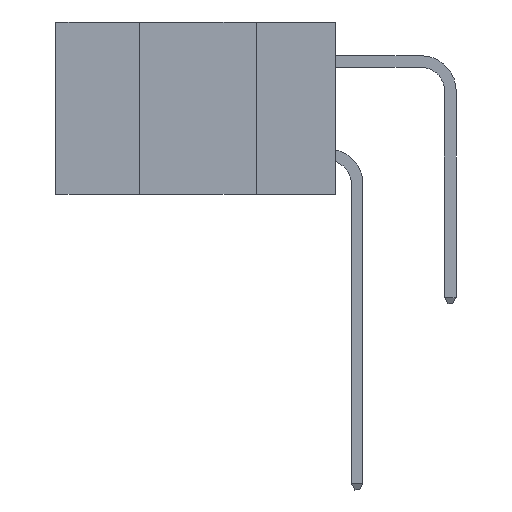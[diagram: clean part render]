
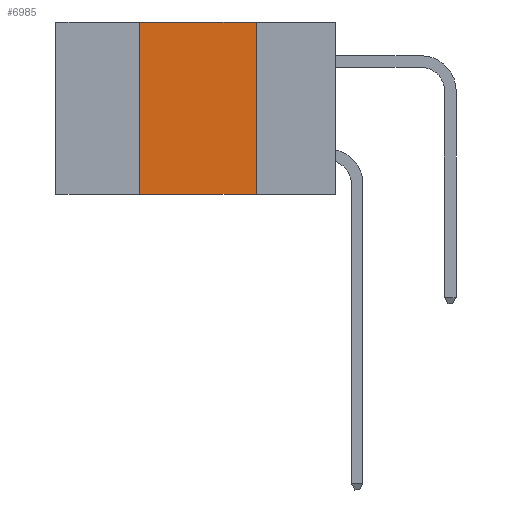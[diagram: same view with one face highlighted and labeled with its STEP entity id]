
A CAD part, left-side view. The second image highlights one B-rep face of the part: STEP entity #6985.
In plain terms, the highlighted planar face has unit normal (-1, 0, 0).
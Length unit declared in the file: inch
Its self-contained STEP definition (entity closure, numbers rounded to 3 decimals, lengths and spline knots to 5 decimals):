
#51 = VERTEX_POINT ( 'NONE', #4800 ) ;
#1328 = EDGE_CURVE ( 'NONE', #7654, #51, #9182, .T. ) ;
#1531 = CARTESIAN_POINT ( 'NONE',  ( 0., 0.6, -0.37 ) ) ;
#2560 = DIRECTION ( 'NONE',  ( 1., 0., 0. ) ) ;
#3813 = VECTOR ( 'NONE', #9605, 39.37008 ) ;
#3952 = ORIENTED_EDGE ( 'NONE', *, *, #12267, .T. ) ;
#4019 = ORIENTED_EDGE ( 'NONE', *, *, #1328, .F. ) ;
#4660 = LINE ( 'NONE', #9206, #7561 ) ;
#4800 = CARTESIAN_POINT ( 'NONE',  ( 0., 0.42, 0. ) ) ;
#4897 = VERTEX_POINT ( 'NONE', #11706 ) ;
#5317 = ORIENTED_EDGE ( 'NONE', *, *, #5956, .F. ) ;
#5956 = EDGE_CURVE ( 'NONE', #4897, #13461, #4660, .T. ) ;
#5963 = ORIENTED_EDGE ( 'NONE', *, *, #11442, .F. ) ;
#6104 = CARTESIAN_POINT ( 'NONE',  ( 0., 0.17, -0.37 ) ) ;
#6352 = VECTOR ( 'NONE', #9184, 39.37008 ) ;
#6985 = ADVANCED_FACE ( 'NONE', ( #9267 ), #7525, .F. ) ;
#7525 = PLANE ( 'NONE',  #8728 ) ;
#7561 = VECTOR ( 'NONE', #11750, 39.37008 ) ;
#7654 = VERTEX_POINT ( 'NONE', #10030 ) ;
#8537 = CARTESIAN_POINT ( 'NONE',  ( 0., 0.6, 0. ) ) ;
#8728 = AXIS2_PLACEMENT_3D ( 'NONE', #8537, #2560, #11013 ) ;
#8857 = CARTESIAN_POINT ( 'NONE',  ( 0., 0.6, 0. ) ) ;
#9182 = LINE ( 'NONE', #10040, #3813 ) ;
#9184 = DIRECTION ( 'NONE',  ( 0., -1., 0. ) ) ;
#9206 = CARTESIAN_POINT ( 'NONE',  ( 0., 0.17, 0. ) ) ;
#9267 = FACE_OUTER_BOUND ( 'NONE', #13675, .T. ) ;
#9605 = DIRECTION ( 'NONE',  ( 0., 0., 1. ) ) ;
#10030 = CARTESIAN_POINT ( 'NONE',  ( 0., 0.42, -0.37 ) ) ;
#10040 = CARTESIAN_POINT ( 'NONE',  ( 0., 0.42, 0. ) ) ;
#11013 = DIRECTION ( 'NONE',  ( 0., 0., -1. ) ) ;
#11069 = LINE ( 'NONE', #1531, #6352 ) ;
#11095 = LINE ( 'NONE', #8857, #13794 ) ;
#11442 = EDGE_CURVE ( 'NONE', #51, #4897, #11095, .T. ) ;
#11706 = CARTESIAN_POINT ( 'NONE',  ( 0., 0.17, 0. ) ) ;
#11750 = DIRECTION ( 'NONE',  ( 0., 0., -1. ) ) ;
#11783 = DIRECTION ( 'NONE',  ( 0., -1., 0. ) ) ;
#12267 = EDGE_CURVE ( 'NONE', #7654, #13461, #11069, .T. ) ;
#13461 = VERTEX_POINT ( 'NONE', #6104 ) ;
#13675 = EDGE_LOOP ( 'NONE', ( #5317, #5963, #4019, #3952 ) ) ;
#13794 = VECTOR ( 'NONE', #11783, 39.37008 ) ;
